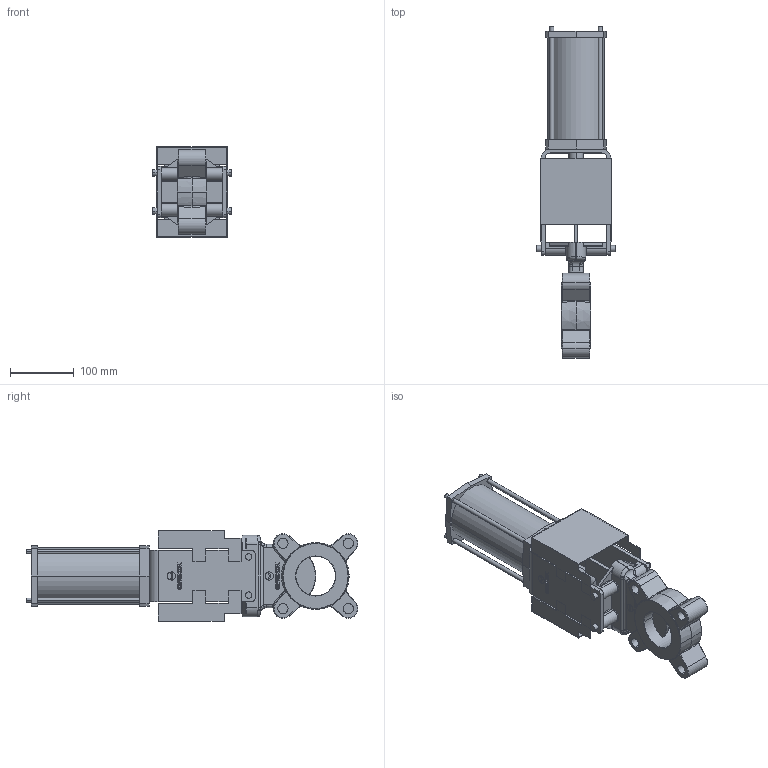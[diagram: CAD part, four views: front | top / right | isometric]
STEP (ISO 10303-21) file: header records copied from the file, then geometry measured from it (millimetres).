
FILE_DESCRIPTION (( 'STEP AP214' ), '1' );
FILE_NAME ('EB65_acci._neumatico.STEP', '2008-11-17T15:26:23', ( 'user' ), ( '' ), 'SwSTEP 2.0', 'SolidWorks 2007', '' );
FILE_SCHEMA (( 'AUTOMOTIVE_DESIGN' ));
Length unit declared in the file: millimetre
Products named in the file (3): cuerpoEB65_neumatica_Predeterminado; cilindroEB65_Predeterminado; EB65_acci._neumatico
Assembly tree (2 placements, depth 2):
  EB65_acci._neumatico
    cuerpoEB65_neumatica_Predeterminado
    cilindroEB65_Predeterminado
Bounding box: 124 x 520.27 x 142 mm (x, y, z)
Volume: 2165513.8 mm3; surface area: 360640.2 mm2
Topology: 2 solids, 6 shells, 956 faces, 2467 edges, 1561 vertices
Faces by surface type: plane 599, cylinder 177, bspline 116, torus 48, sphere 12, cone 4
Entity records: 32054 total; most frequent: CARTESIAN_POINT 9399, ORIENTED_EDGE 4886, DIRECTION 4365, EDGE_CURVE 2443, VECTOR 1719, LINE 1719, VERTEX_POINT 1561, AXIS2_PLACEMENT_3D 1323
